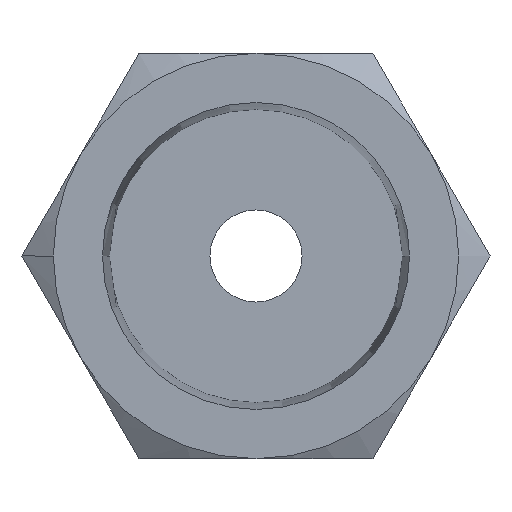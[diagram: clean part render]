
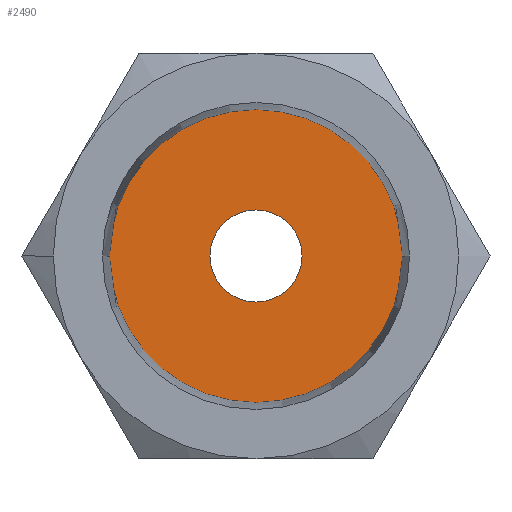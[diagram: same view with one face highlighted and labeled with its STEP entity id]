
A CAD part, front view. The second image highlights one B-rep face of the part: STEP entity #2490.
In plain terms, the highlighted planar face has unit normal (0, -1, 0).
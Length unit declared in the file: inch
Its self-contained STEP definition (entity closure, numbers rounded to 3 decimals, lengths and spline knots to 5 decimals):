
#31 = FACE_BOUND ( 'NONE', #804, .T. ) ;
#47 = CIRCLE ( 'NONE', #790, 0.09843 ) ;
#59 = CIRCLE ( 'NONE', #947, 0.09843 ) ;
#290 = EDGE_CURVE ( 'NONE', #2715, #2241, #59, .T. ) ;
#349 = CARTESIAN_POINT ( 'NONE',  ( 0.09843, -0.07874, 0. ) ) ;
#424 = DIRECTION ( 'NONE',  ( 1., 0., 0. ) ) ;
#445 = DIRECTION ( 'NONE',  ( 0., -1., 0. ) ) ;
#459 = CARTESIAN_POINT ( 'NONE',  ( 0., -0.07874, 0. ) ) ;
#479 = VERTEX_POINT ( 'NONE', #1179 ) ;
#542 = DIRECTION ( 'NONE',  ( 0., 1., 0. ) ) ;
#718 = EDGE_LOOP ( 'NONE', ( #1491, #1832 ) ) ;
#723 = CARTESIAN_POINT ( 'NONE',  ( 0., -0.07874, 0. ) ) ;
#780 = CIRCLE ( 'NONE', #1266, 0.31323 ) ;
#790 = AXIS2_PLACEMENT_3D ( 'NONE', #2090, #2038, #1822 ) ;
#804 = EDGE_LOOP ( 'NONE', ( #3678, #1445 ) ) ;
#947 = AXIS2_PLACEMENT_3D ( 'NONE', #723, #2903, #3477 ) ;
#1108 = EDGE_CURVE ( 'NONE', #3361, #479, #2683, .T. ) ;
#1179 = CARTESIAN_POINT ( 'NONE',  ( 0.31323, -0.07874, 0. ) ) ;
#1266 = AXIS2_PLACEMENT_3D ( 'NONE', #459, #445, #424 ) ;
#1445 = ORIENTED_EDGE ( 'NONE', *, *, #290, .F. ) ;
#1491 = ORIENTED_EDGE ( 'NONE', *, *, #1867, .T. ) ;
#1534 = EDGE_CURVE ( 'NONE', #2241, #2715, #47, .T. ) ;
#1822 = DIRECTION ( 'NONE',  ( -1., 0., 0. ) ) ;
#1832 = ORIENTED_EDGE ( 'NONE', *, *, #1108, .T. ) ;
#1867 = EDGE_CURVE ( 'NONE', #479, #3361, #780, .T. ) ;
#1915 = AXIS2_PLACEMENT_3D ( 'NONE', #2337, #542, #2622 ) ;
#2002 = DIRECTION ( 'NONE',  ( 1., 0., 0. ) ) ;
#2038 = DIRECTION ( 'NONE',  ( 0., -1., 0. ) ) ;
#2079 = DIRECTION ( 'NONE',  ( 0., -1., 0. ) ) ;
#2090 = CARTESIAN_POINT ( 'NONE',  ( 0., -0.07874, 0. ) ) ;
#2131 = CARTESIAN_POINT ( 'NONE',  ( 0., -0.07874, 0. ) ) ;
#2241 = VERTEX_POINT ( 'NONE', #3279 ) ;
#2337 = CARTESIAN_POINT ( 'NONE',  ( 0.20583, -0.07874, 0. ) ) ;
#2339 = CARTESIAN_POINT ( 'NONE',  ( -0.31323, -0.07874, 0. ) ) ;
#2490 = ADVANCED_FACE ( 'NONE', ( #31, #3801 ), #2911, .F. ) ;
#2622 = DIRECTION ( 'NONE',  ( 0., 0., 1. ) ) ;
#2683 = CIRCLE ( 'NONE', #2995, 0.31323 ) ;
#2715 = VERTEX_POINT ( 'NONE', #349 ) ;
#2903 = DIRECTION ( 'NONE',  ( 0., -1., 0. ) ) ;
#2911 = PLANE ( 'NONE',  #1915 ) ;
#2995 = AXIS2_PLACEMENT_3D ( 'NONE', #2131, #2079, #2002 ) ;
#3279 = CARTESIAN_POINT ( 'NONE',  ( -0.09843, -0.07874, 0. ) ) ;
#3361 = VERTEX_POINT ( 'NONE', #2339 ) ;
#3477 = DIRECTION ( 'NONE',  ( -1., 0., 0. ) ) ;
#3678 = ORIENTED_EDGE ( 'NONE', *, *, #1534, .F. ) ;
#3801 = FACE_OUTER_BOUND ( 'NONE', #718, .T. ) ;
